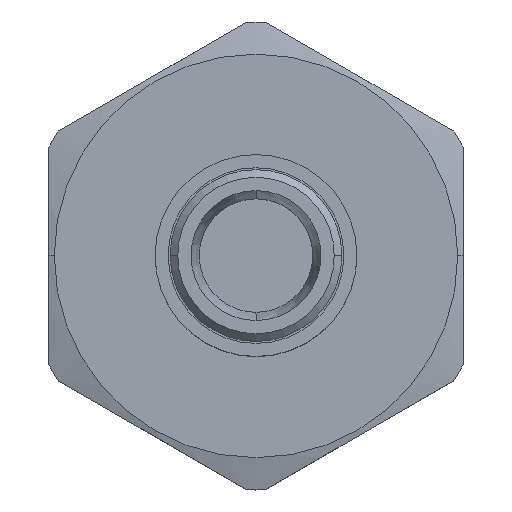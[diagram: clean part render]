
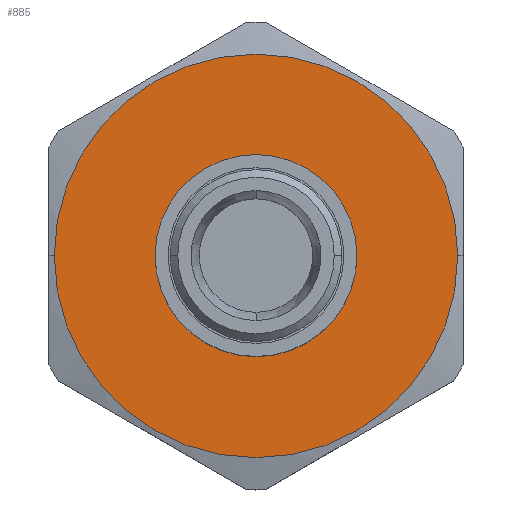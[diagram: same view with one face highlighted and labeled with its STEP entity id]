
A CAD part, top view. The second image highlights one B-rep face of the part: STEP entity #885.
In plain terms, the highlighted planar face has unit normal (0, 0, 1).
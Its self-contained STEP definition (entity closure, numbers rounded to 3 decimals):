
#885=ADVANCED_FACE('0:98',(#1802,#1803),#1804,.T.);
#1802=FACE_OUTER_BOUND('',#3101,.T.);
#1803=FACE_BOUND('',#3102,.T.);
#1804=PLANE('',#3103);
#3101=EDGE_LOOP('',(#5033,#5034));
#3102=EDGE_LOOP('',(#5035,#5036,#5037));
#3103=AXIS2_PLACEMENT_3D('',#5038,#5039,#5040);
#5033=ORIENTED_EDGE('',*,*,#6392,.T.);
#5034=ORIENTED_EDGE('',*,*,#7077,.T.);
#5035=ORIENTED_EDGE('',*,*,#7144,.F.);
#5036=ORIENTED_EDGE('',*,*,#7145,.F.);
#5037=ORIENTED_EDGE('',*,*,#7146,.F.);
#5038=CARTESIAN_POINT('',(0.0,0.0,5.0));
#5039=DIRECTION('',(0.0,0.0,1.0));
#5040=DIRECTION('',(0.,-1.0,0.0));
#6392=EDGE_CURVE('0:254',#7502,#7520,#7522,.T.);
#7077=EDGE_CURVE('',#7520,#7502,#8630,.T.);
#7144=EDGE_CURVE('0:251',#8721,#8722,#8723,.T.);
#7145=EDGE_CURVE('',#8724,#8721,#8725,.T.);
#7146=EDGE_CURVE('',#8722,#8724,#8726,.T.);
#7502=VERTEX_POINT('',#9158);
#7520=VERTEX_POINT('',#9213);
#7522=CIRCLE('',#9216,13.15);
#8630=CIRCLE('',#10975,13.15);
#8721=VERTEX_POINT('',#11136);
#8722=VERTEX_POINT('',#11137);
#8723=CIRCLE('',#11138,6.25);
#8724=VERTEX_POINT('',#11139);
#8725=CIRCLE('',#11140,6.25);
#8726=CIRCLE('',#11141,6.25);
#9158=CARTESIAN_POINT('',(13.15,0.,5.0));
#9213=CARTESIAN_POINT('',(-13.15,0.,5.0));
#9216=AXIS2_PLACEMENT_3D('',#11779,#11780,#11781);
#10975=AXIS2_PLACEMENT_3D('',#12864,#12865,#12866);
#11136=CARTESIAN_POINT('',(-6.25,0.,5.0));
#11137=CARTESIAN_POINT('',(0.,-6.25,5.0));
#11138=AXIS2_PLACEMENT_3D('',#12952,#12953,#12954);
#11139=CARTESIAN_POINT('',(0.,6.25,5.0));
#11140=AXIS2_PLACEMENT_3D('',#12955,#12956,#12957);
#11141=AXIS2_PLACEMENT_3D('',#12958,#12959,#12960);
#11779=CARTESIAN_POINT('',(0.,0.,5.0));
#11780=DIRECTION('',(0.0,0.0,1.0));
#11781=DIRECTION('',(1.0,0.,0.0));
#12864=CARTESIAN_POINT('',(0.,0.,5.0));
#12865=DIRECTION('',(0.0,0.0,1.0));
#12866=DIRECTION('',(1.0,0.,0.0));
#12952=CARTESIAN_POINT('',(0.,0.,5.0));
#12953=DIRECTION('',(0.0,0.0,1.0));
#12954=DIRECTION('',(1.0,0.,0.0));
#12955=CARTESIAN_POINT('',(0.,0.,5.0));
#12956=DIRECTION('',(0.0,0.0,1.0));
#12957=DIRECTION('',(1.0,0.,0.0));
#12958=CARTESIAN_POINT('',(0.,0.,5.0));
#12959=DIRECTION('',(0.0,0.0,1.0));
#12960=DIRECTION('',(1.0,0.,0.0));
